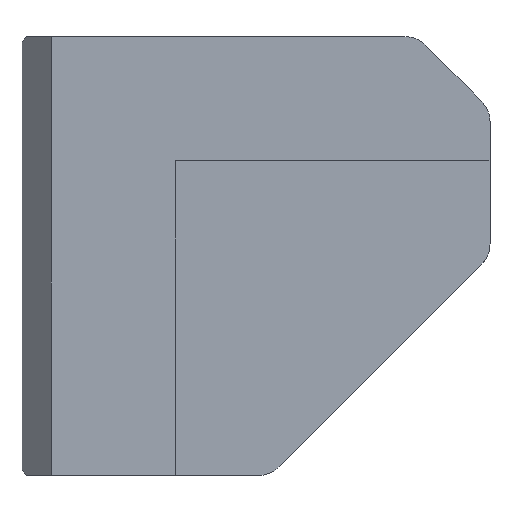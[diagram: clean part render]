
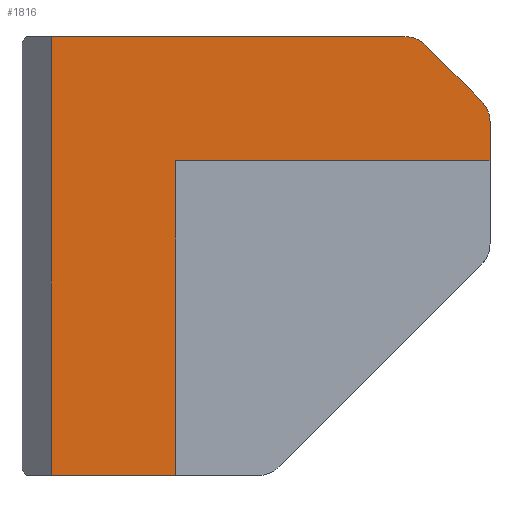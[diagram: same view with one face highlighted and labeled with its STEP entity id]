
A CAD part, top view. The second image highlights one B-rep face of the part: STEP entity #1816.
In plain terms, the highlighted planar face has unit normal (0, 0, 1).
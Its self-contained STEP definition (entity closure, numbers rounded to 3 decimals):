
#22 = VERTEX_POINT('',#23);
#23 = CARTESIAN_POINT('',(111.,110.,4.));
#1796 = VERTEX_POINT('',#1797);
#1797 = CARTESIAN_POINT('',(119.5,110.,4.));
#1803 = EDGE_CURVE('',#1796,#22,#1804,.T.);
#1804 = LINE('',#1805,#1806);
#1805 = CARTESIAN_POINT('',(119.5,110.,4.));
#1806 = VECTOR('',#1807,1.);
#1807 = DIRECTION('',(-1.,0.,0.));
#1816 = ADVANCED_FACE('',(#1817),#2010,.T.);
#1817 = FACE_BOUND('',#1818,.T.);
#1818 = EDGE_LOOP('',(#1819,#1829,#1837,#1845,#1853,#1861,#1869,#1877,
    #1885,#1893,#1901,#1909,#1915,#1916,#1924,#1932,#1940,#1948,#1956,
    #1964,#1972,#1980,#1988,#1996,#2004));
#1819 = ORIENTED_EDGE('',*,*,#1820,.T.);
#1820 = EDGE_CURVE('',#1821,#1823,#1825,.T.);
#1821 = VERTEX_POINT('',#1822);
#1822 = CARTESIAN_POINT('',(140.414,135.586,4.));
#1823 = VERTEX_POINT('',#1824);
#1824 = CARTESIAN_POINT('',(136.586,139.414,4.));
#1825 = LINE('',#1826,#1827);
#1826 = CARTESIAN_POINT('',(140.414,135.586,4.));
#1827 = VECTOR('',#1828,1.);
#1828 = DIRECTION('',(-0.707,0.707,0.));
#1829 = ORIENTED_EDGE('',*,*,#1830,.T.);
#1830 = EDGE_CURVE('',#1823,#1831,#1833,.T.);
#1831 = VERTEX_POINT('',#1832);
#1832 = CARTESIAN_POINT('',(136.457,139.532,4.));
#1833 = LINE('',#1834,#1835);
#1834 = CARTESIAN_POINT('',(136.586,139.414,4.));
#1835 = VECTOR('',#1836,1.);
#1836 = DIRECTION('',(-0.737,0.676,0.));
#1837 = ORIENTED_EDGE('',*,*,#1838,.T.);
#1838 = EDGE_CURVE('',#1831,#1839,#1841,.T.);
#1839 = VERTEX_POINT('',#1840);
#1840 = CARTESIAN_POINT('',(136.319,139.638,4.));
#1841 = LINE('',#1842,#1843);
#1842 = CARTESIAN_POINT('',(136.457,139.532,4.));
#1843 = VECTOR('',#1844,1.);
#1844 = DIRECTION('',(-0.793,0.609,0.));
#1845 = ORIENTED_EDGE('',*,*,#1846,.T.);
#1846 = EDGE_CURVE('',#1839,#1847,#1849,.T.);
#1847 = VERTEX_POINT('',#1848);
#1848 = CARTESIAN_POINT('',(136.172,139.732,4.));
#1849 = LINE('',#1850,#1851);
#1850 = CARTESIAN_POINT('',(136.319,139.638,4.));
#1851 = VECTOR('',#1852,1.);
#1852 = DIRECTION('',(-0.843,0.537,0.));
#1853 = ORIENTED_EDGE('',*,*,#1854,.T.);
#1854 = EDGE_CURVE('',#1847,#1855,#1857,.T.);
#1855 = VERTEX_POINT('',#1856);
#1856 = CARTESIAN_POINT('',(136.017,139.813,4.));
#1857 = LINE('',#1858,#1859);
#1858 = CARTESIAN_POINT('',(136.172,139.732,4.));
#1859 = VECTOR('',#1860,1.);
#1860 = DIRECTION('',(-0.887,0.462,0.));
#1861 = ORIENTED_EDGE('',*,*,#1862,.T.);
#1862 = EDGE_CURVE('',#1855,#1863,#1865,.T.);
#1863 = VERTEX_POINT('',#1864);
#1864 = CARTESIAN_POINT('',(135.856,139.879,4.));
#1865 = LINE('',#1866,#1867);
#1866 = CARTESIAN_POINT('',(136.017,139.813,4.));
#1867 = VECTOR('',#1868,1.);
#1868 = DIRECTION('',(-0.924,0.383,0.));
#1869 = ORIENTED_EDGE('',*,*,#1870,.T.);
#1870 = EDGE_CURVE('',#1863,#1871,#1873,.T.);
#1871 = VERTEX_POINT('',#1872);
#1872 = CARTESIAN_POINT('',(135.689,139.932,4.));
#1873 = LINE('',#1874,#1875);
#1874 = CARTESIAN_POINT('',(135.856,139.879,4.));
#1875 = VECTOR('',#1876,1.);
#1876 = DIRECTION('',(-0.954,0.301,0.));
#1877 = ORIENTED_EDGE('',*,*,#1878,.T.);
#1878 = EDGE_CURVE('',#1871,#1879,#1881,.T.);
#1879 = VERTEX_POINT('',#1880);
#1880 = CARTESIAN_POINT('',(135.519,139.97,4.));
#1881 = LINE('',#1882,#1883);
#1882 = CARTESIAN_POINT('',(135.689,139.932,4.));
#1883 = VECTOR('',#1884,1.);
#1884 = DIRECTION('',(-0.976,0.216,0.));
#1885 = ORIENTED_EDGE('',*,*,#1886,.T.);
#1886 = EDGE_CURVE('',#1879,#1887,#1889,.T.);
#1887 = VERTEX_POINT('',#1888);
#1888 = CARTESIAN_POINT('',(135.346,139.992,4.));
#1889 = LINE('',#1890,#1891);
#1890 = CARTESIAN_POINT('',(135.519,139.97,4.));
#1891 = VECTOR('',#1892,1.);
#1892 = DIRECTION('',(-0.991,0.13,0.));
#1893 = ORIENTED_EDGE('',*,*,#1894,.T.);
#1894 = EDGE_CURVE('',#1887,#1895,#1897,.T.);
#1895 = VERTEX_POINT('',#1896);
#1896 = CARTESIAN_POINT('',(135.172,140.,4.));
#1897 = LINE('',#1898,#1899);
#1898 = CARTESIAN_POINT('',(135.346,139.992,4.));
#1899 = VECTOR('',#1900,1.);
#1900 = DIRECTION('',(-0.999,0.044,0.));
#1901 = ORIENTED_EDGE('',*,*,#1902,.T.);
#1902 = EDGE_CURVE('',#1895,#1903,#1905,.T.);
#1903 = VERTEX_POINT('',#1904);
#1904 = CARTESIAN_POINT('',(111.,140.,4.));
#1905 = LINE('',#1906,#1907);
#1906 = CARTESIAN_POINT('',(135.172,140.,4.));
#1907 = VECTOR('',#1908,1.);
#1908 = DIRECTION('',(-1.,0.,0.));
#1909 = ORIENTED_EDGE('',*,*,#1910,.T.);
#1910 = EDGE_CURVE('',#1903,#22,#1911,.T.);
#1911 = LINE('',#1912,#1913);
#1912 = CARTESIAN_POINT('',(111.,140.,4.));
#1913 = VECTOR('',#1914,1.);
#1914 = DIRECTION('',(0.,-1.,0.));
#1915 = ORIENTED_EDGE('',*,*,#1803,.F.);
#1916 = ORIENTED_EDGE('',*,*,#1917,.F.);
#1917 = EDGE_CURVE('',#1918,#1796,#1920,.T.);
#1918 = VERTEX_POINT('',#1919);
#1919 = CARTESIAN_POINT('',(119.5,131.5,4.));
#1920 = LINE('',#1921,#1922);
#1921 = CARTESIAN_POINT('',(119.5,131.5,4.));
#1922 = VECTOR('',#1923,1.);
#1923 = DIRECTION('',(0.,-1.,0.));
#1924 = ORIENTED_EDGE('',*,*,#1925,.T.);
#1925 = EDGE_CURVE('',#1918,#1926,#1928,.T.);
#1926 = VERTEX_POINT('',#1927);
#1927 = CARTESIAN_POINT('',(141.,131.5,4.));
#1928 = LINE('',#1929,#1930);
#1929 = CARTESIAN_POINT('',(119.5,131.5,4.));
#1930 = VECTOR('',#1931,1.);
#1931 = DIRECTION('',(1.,0.,0.));
#1932 = ORIENTED_EDGE('',*,*,#1933,.F.);
#1933 = EDGE_CURVE('',#1934,#1926,#1936,.T.);
#1934 = VERTEX_POINT('',#1935);
#1935 = CARTESIAN_POINT('',(141.,134.172,4.));
#1936 = LINE('',#1937,#1938);
#1937 = CARTESIAN_POINT('',(141.,134.172,4.));
#1938 = VECTOR('',#1939,1.);
#1939 = DIRECTION('',(0.,-1.,0.));
#1940 = ORIENTED_EDGE('',*,*,#1941,.T.);
#1941 = EDGE_CURVE('',#1934,#1942,#1944,.T.);
#1942 = VERTEX_POINT('',#1943);
#1943 = CARTESIAN_POINT('',(140.992,134.346,4.));
#1944 = LINE('',#1945,#1946);
#1945 = CARTESIAN_POINT('',(141.,134.172,4.));
#1946 = VECTOR('',#1947,1.);
#1947 = DIRECTION('',(-0.044,0.999,0.));
#1948 = ORIENTED_EDGE('',*,*,#1949,.T.);
#1949 = EDGE_CURVE('',#1942,#1950,#1952,.T.);
#1950 = VERTEX_POINT('',#1951);
#1951 = CARTESIAN_POINT('',(140.97,134.519,4.));
#1952 = LINE('',#1953,#1954);
#1953 = CARTESIAN_POINT('',(140.992,134.346,4.));
#1954 = VECTOR('',#1955,1.);
#1955 = DIRECTION('',(-0.13,0.991,0.));
#1956 = ORIENTED_EDGE('',*,*,#1957,.T.);
#1957 = EDGE_CURVE('',#1950,#1958,#1960,.T.);
#1958 = VERTEX_POINT('',#1959);
#1959 = CARTESIAN_POINT('',(140.932,134.689,4.));
#1960 = LINE('',#1961,#1962);
#1961 = CARTESIAN_POINT('',(140.97,134.519,4.));
#1962 = VECTOR('',#1963,1.);
#1963 = DIRECTION('',(-0.216,0.976,0.));
#1964 = ORIENTED_EDGE('',*,*,#1965,.T.);
#1965 = EDGE_CURVE('',#1958,#1966,#1968,.T.);
#1966 = VERTEX_POINT('',#1967);
#1967 = CARTESIAN_POINT('',(140.879,134.856,4.));
#1968 = LINE('',#1969,#1970);
#1969 = CARTESIAN_POINT('',(140.932,134.689,4.));
#1970 = VECTOR('',#1971,1.);
#1971 = DIRECTION('',(-0.301,0.954,0.));
#1972 = ORIENTED_EDGE('',*,*,#1973,.T.);
#1973 = EDGE_CURVE('',#1966,#1974,#1976,.T.);
#1974 = VERTEX_POINT('',#1975);
#1975 = CARTESIAN_POINT('',(140.813,135.017,4.));
#1976 = LINE('',#1977,#1978);
#1977 = CARTESIAN_POINT('',(140.879,134.856,4.));
#1978 = VECTOR('',#1979,1.);
#1979 = DIRECTION('',(-0.383,0.924,0.));
#1980 = ORIENTED_EDGE('',*,*,#1981,.T.);
#1981 = EDGE_CURVE('',#1974,#1982,#1984,.T.);
#1982 = VERTEX_POINT('',#1983);
#1983 = CARTESIAN_POINT('',(140.732,135.172,4.));
#1984 = LINE('',#1985,#1986);
#1985 = CARTESIAN_POINT('',(140.813,135.017,4.));
#1986 = VECTOR('',#1987,1.);
#1987 = DIRECTION('',(-0.462,0.887,0.));
#1988 = ORIENTED_EDGE('',*,*,#1989,.T.);
#1989 = EDGE_CURVE('',#1982,#1990,#1992,.T.);
#1990 = VERTEX_POINT('',#1991);
#1991 = CARTESIAN_POINT('',(140.638,135.319,4.));
#1992 = LINE('',#1993,#1994);
#1993 = CARTESIAN_POINT('',(140.732,135.172,4.));
#1994 = VECTOR('',#1995,1.);
#1995 = DIRECTION('',(-0.537,0.843,0.));
#1996 = ORIENTED_EDGE('',*,*,#1997,.T.);
#1997 = EDGE_CURVE('',#1990,#1998,#2000,.T.);
#1998 = VERTEX_POINT('',#1999);
#1999 = CARTESIAN_POINT('',(140.532,135.457,4.));
#2000 = LINE('',#2001,#2002);
#2001 = CARTESIAN_POINT('',(140.638,135.319,4.));
#2002 = VECTOR('',#2003,1.);
#2003 = DIRECTION('',(-0.609,0.793,0.));
#2004 = ORIENTED_EDGE('',*,*,#2005,.T.);
#2005 = EDGE_CURVE('',#1998,#1821,#2006,.T.);
#2006 = LINE('',#2007,#2008);
#2007 = CARTESIAN_POINT('',(140.532,135.457,4.));
#2008 = VECTOR('',#2009,1.);
#2009 = DIRECTION('',(-0.676,0.737,0.));
#2010 = PLANE('',#2011);
#2011 = AXIS2_PLACEMENT_3D('',#2012,#2013,#2014);
#2012 = CARTESIAN_POINT('',(121.606,128.515,4.));
#2013 = DIRECTION('',(0.,0.,1.));
#2014 = DIRECTION('',(1.,0.,0.));
